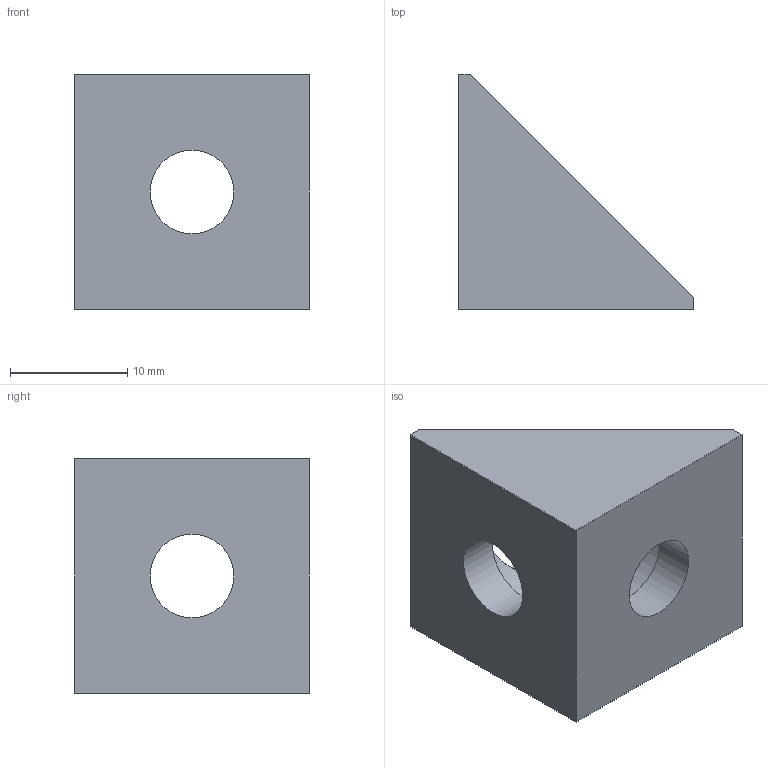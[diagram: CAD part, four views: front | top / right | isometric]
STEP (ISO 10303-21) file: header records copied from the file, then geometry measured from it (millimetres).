
FILE_DESCRIPTION(/* description */ (''),/* implementation_level */ '2;1');
FILE_NAME(/* name */ 'Black Angle Corner Connector.stp',/* time_stamp */ '2016-04-20T00:42:06-07:00',/* author */ ('Ben'),/* organization */ (''),/* preprocessor_version */ 'ST-DEVELOPER v15.2',/* originating_system */ 'Autodesk Inventor 2014',/* authorisation */ '');
FILE_SCHEMA (('AUTOMOTIVE_DESIGN { 1 0 10303 214 3 1 1 }'));
Length unit declared in the file: millimetre
Products named in the file (1): Black Angle Corner Connector
Bounding box: 20 x 20 x 20 mm (x, y, z)
Volume: 3222.9 mm3; surface area: 2110.7 mm2
Topology: 1 solids, 1 shells, 13 faces, 28 edges, 19 vertices
Faces by surface type: plane 9, cylinder 4
Full cylindrical faces by diameter (mm): 7.14 x2, 11 x2
Entity records: 388 total; most frequent: DIRECTION 61, CARTESIAN_POINT 57, ORIENTED_EDGE 48, EDGE_CURVE 24, EDGE_LOOP 23, AXIS2_PLACEMENT_3D 23, VERTEX_POINT 19, LINE 15
